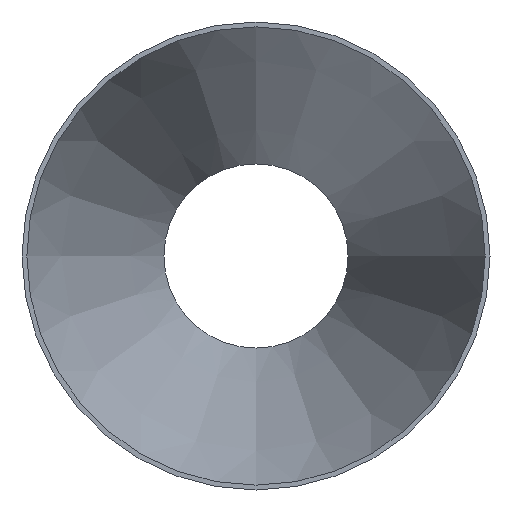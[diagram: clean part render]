
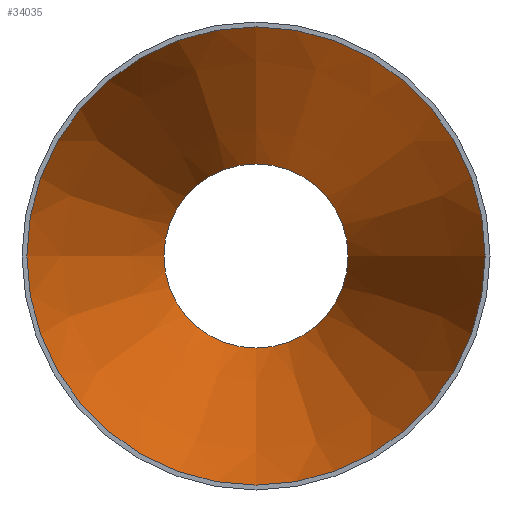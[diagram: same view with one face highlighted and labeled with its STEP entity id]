
A CAD part, front view. The second image highlights one B-rep face of the part: STEP entity #34035.
In plain terms, the highlighted conical face has half-angle 18.49 degrees and reference radius 198.982 mm.
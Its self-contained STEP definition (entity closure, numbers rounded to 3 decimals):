
#952 = CONICAL_SURFACE ( 'NONE', #15918, 198.982, 0.323 ) ;
#1001 = AXIS2_PLACEMENT_3D ( 'NONE', #4245, #21223, #32537 ) ;
#1322 = ORIENTED_EDGE ( 'NONE', *, *, #18571, .F. ) ;
#3782 = FACE_BOUND ( 'NONE', #24458, .T. ) ;
#4245 = CARTESIAN_POINT ( 'NONE',  ( 0., 356., 0. ) ) ;
#10601 = ORIENTED_EDGE ( 'NONE', *, *, #19025, .T. ) ;
#12501 = CARTESIAN_POINT ( 'NONE',  ( 0., 356., -79.932 ) ) ;
#14267 = CIRCLE ( 'NONE', #1001, 79.932 ) ;
#15384 = CARTESIAN_POINT ( 'NONE',  ( 0., 0., -198.982 ) ) ;
#15918 = AXIS2_PLACEMENT_3D ( 'NONE', #31000, #28847, #25798 ) ;
#16139 = EDGE_LOOP ( 'NONE', ( #10601 ) ) ;
#17114 = AXIS2_PLACEMENT_3D ( 'NONE', #35527, #27244, #19137 ) ;
#18571 = EDGE_CURVE ( 'NONE', #35024, #35024, #14267, .T. ) ;
#19025 = EDGE_CURVE ( 'NONE', #29248, #29248, #21181, .T. ) ;
#19137 = DIRECTION ( 'NONE',  ( 0., 0., -1. ) ) ;
#19847 = FACE_OUTER_BOUND ( 'NONE', #16139, .T. ) ;
#21181 = CIRCLE ( 'NONE', #17114, 198.982 ) ;
#21223 = DIRECTION ( 'NONE',  ( 0., -1., 0. ) ) ;
#24458 = EDGE_LOOP ( 'NONE', ( #1322 ) ) ;
#25798 = DIRECTION ( 'NONE',  ( 0., 0., -1. ) ) ;
#27244 = DIRECTION ( 'NONE',  ( 0., -1., 0. ) ) ;
#28847 = DIRECTION ( 'NONE',  ( 0., -1., 0. ) ) ;
#29248 = VERTEX_POINT ( 'NONE', #15384 ) ;
#31000 = CARTESIAN_POINT ( 'NONE',  ( 0., 0., 0. ) ) ;
#32537 = DIRECTION ( 'NONE',  ( 0., 0., -1. ) ) ;
#34035 = ADVANCED_FACE ( 'NONE', ( #3782, #19847 ), #952, .F. ) ;
#35024 = VERTEX_POINT ( 'NONE', #12501 ) ;
#35527 = CARTESIAN_POINT ( 'NONE',  ( 0., 0., 0. ) ) ;
